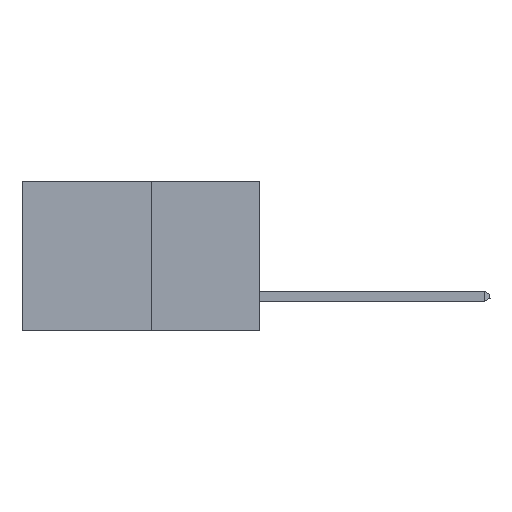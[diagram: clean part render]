
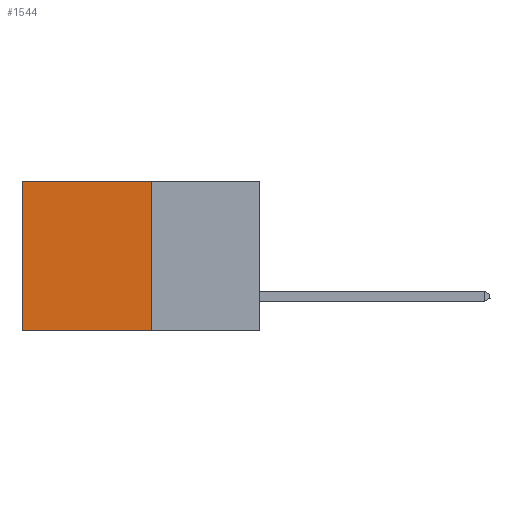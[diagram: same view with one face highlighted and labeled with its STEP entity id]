
A CAD part, left-side view. The second image highlights one B-rep face of the part: STEP entity #1544.
In plain terms, the highlighted planar face has unit normal (-1, 0, 0).
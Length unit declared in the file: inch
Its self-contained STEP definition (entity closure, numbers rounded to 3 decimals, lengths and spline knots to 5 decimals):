
#347 = DIRECTION ( 'NONE',  ( 0., 1., 0. ) ) ;
#470 = AXIS2_PLACEMENT_3D ( 'NONE', #7775, #8730, #8649 ) ;
#532 = CARTESIAN_POINT ( 'NONE',  ( 0.277, 0.27, 0. ) ) ;
#1482 = EDGE_CURVE ( 'NONE', #18077, #16733, #7932, .T. ) ;
#1544 = ADVANCED_FACE ( 'NONE', ( #15068 ), #8065, .F. ) ;
#2204 = VECTOR ( 'NONE', #21204, 39.37008 ) ;
#3107 = EDGE_CURVE ( 'NONE', #9811, #16672, #17613, .T. ) ;
#4909 = LINE ( 'NONE', #5935, #14238 ) ;
#5477 = CARTESIAN_POINT ( 'NONE',  ( 0.277, 0.59, -0.37 ) ) ;
#5935 = CARTESIAN_POINT ( 'NONE',  ( 0.277, 0.59, -0.37 ) ) ;
#6480 = ORIENTED_EDGE ( 'NONE', *, *, #1482, .F. ) ;
#6822 = EDGE_CURVE ( 'NONE', #9811, #18077, #13655, .T. ) ;
#7775 = CARTESIAN_POINT ( 'NONE',  ( 0.277, 0.27, -0.37 ) ) ;
#7932 = LINE ( 'NONE', #21604, #2204 ) ;
#8065 = PLANE ( 'NONE',  #470 ) ;
#8413 = VECTOR ( 'NONE', #13860, 39.37008 ) ;
#8649 = DIRECTION ( 'NONE',  ( 0., 0., -1. ) ) ;
#8730 = DIRECTION ( 'NONE',  ( 1., 0., 0. ) ) ;
#8885 = VECTOR ( 'NONE', #347, 39.37008 ) ;
#9811 = VERTEX_POINT ( 'NONE', #14889 ) ;
#11669 = EDGE_CURVE ( 'NONE', #16672, #16733, #4909, .T. ) ;
#11701 = ORIENTED_EDGE ( 'NONE', *, *, #6822, .F. ) ;
#12012 = ORIENTED_EDGE ( 'NONE', *, *, #11669, .T. ) ;
#12251 = ORIENTED_EDGE ( 'NONE', *, *, #3107, .T. ) ;
#13655 = LINE ( 'NONE', #14969, #8413 ) ;
#13860 = DIRECTION ( 'NONE',  ( 0., 0., -1. ) ) ;
#14238 = VECTOR ( 'NONE', #16388, 39.37008 ) ;
#14889 = CARTESIAN_POINT ( 'NONE',  ( 0.277, 0.27, 0. ) ) ;
#14969 = CARTESIAN_POINT ( 'NONE',  ( 0.277, 0.27, -0.37 ) ) ;
#15068 = FACE_OUTER_BOUND ( 'NONE', #18305, .T. ) ;
#15775 = CARTESIAN_POINT ( 'NONE',  ( 0.277, 0.59, 0. ) ) ;
#16388 = DIRECTION ( 'NONE',  ( 0., 0., -1. ) ) ;
#16672 = VERTEX_POINT ( 'NONE', #15775 ) ;
#16733 = VERTEX_POINT ( 'NONE', #5477 ) ;
#17613 = LINE ( 'NONE', #532, #8885 ) ;
#17731 = CARTESIAN_POINT ( 'NONE',  ( 0.277, 0.27, -0.37 ) ) ;
#18077 = VERTEX_POINT ( 'NONE', #17731 ) ;
#18305 = EDGE_LOOP ( 'NONE', ( #12012, #6480, #11701, #12251 ) ) ;
#21204 = DIRECTION ( 'NONE',  ( 0., 1., 0. ) ) ;
#21604 = CARTESIAN_POINT ( 'NONE',  ( 0.277, 0.27, -0.37 ) ) ;
